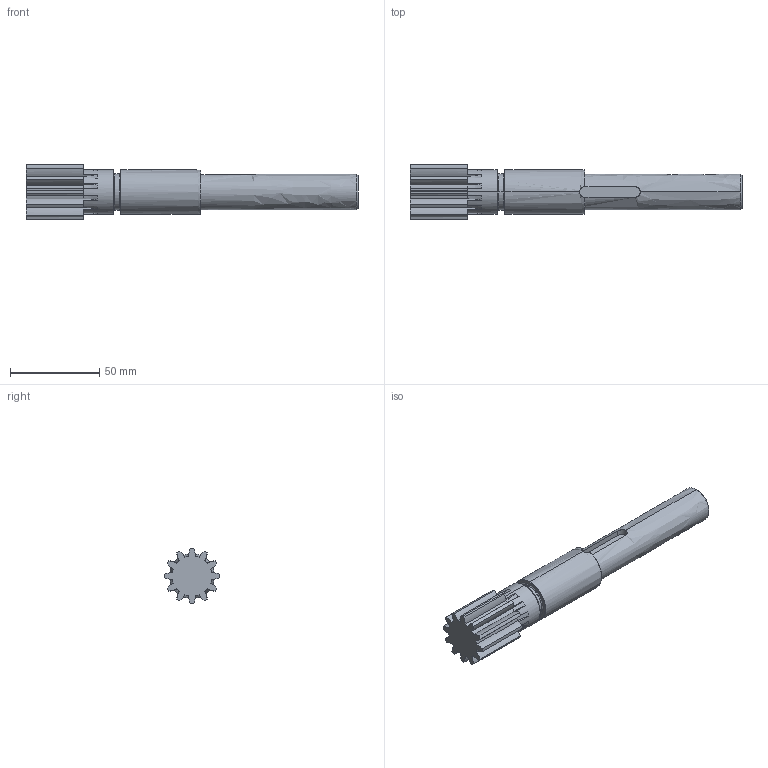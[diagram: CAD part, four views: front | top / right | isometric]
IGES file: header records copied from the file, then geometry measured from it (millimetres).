
Start section: SolidWorks IGES file using analytic representation for surfaces
Global section: file name: Axe Chariotage Tour US-460  IGES.IGS; native system: SolidWorks 2020; preprocessor: SolidWorks 2020; author: DOM; date: 230328.093133; units: millimetre
Bounding box: 186 x 30.99 x 31 mm (x, y, z)
Surface area: 17437.4 mm2 (no closed solid volume)
Topology: 0 solids, 0 shells, 103 faces, 1018 edges, 1018 vertices
Faces by surface type: revolution 63, bspline 40
